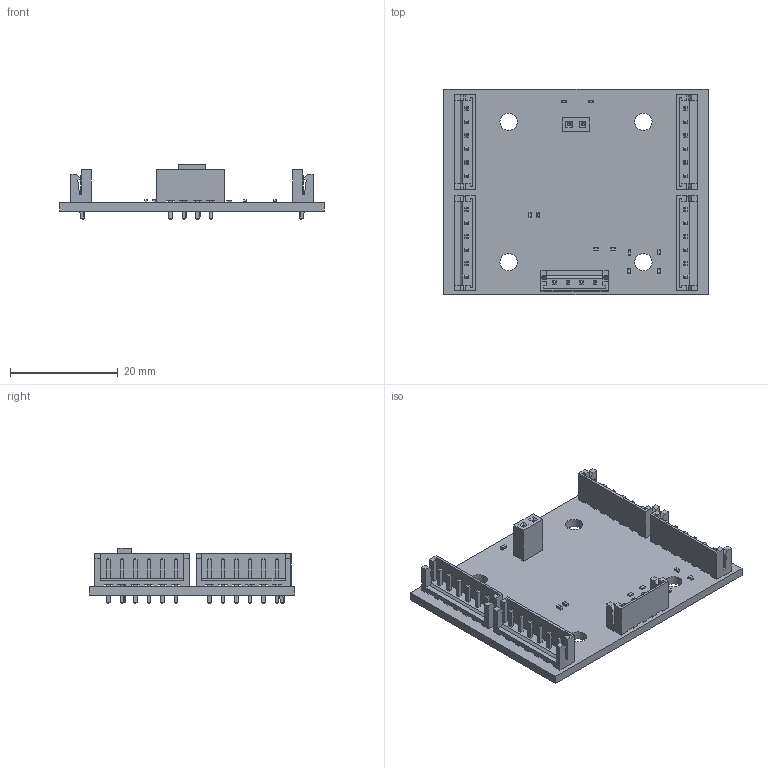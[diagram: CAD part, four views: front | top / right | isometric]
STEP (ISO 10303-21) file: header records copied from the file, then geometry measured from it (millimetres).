
FILE_DESCRIPTION(('KiCad electronic assembly'),'2;1');
FILE_NAME('Hub LF.step','2024-05-14T22:42:22',('Pcbnew'),('Kicad'), 'Open CASCADE STEP processor 7.7','KiCad to STEP converter','Unknown' );
FILE_SCHEMA(('AUTOMOTIVE_DESIGN { 1 0 10303 214 1 1 1 1 }'));
Length unit declared in the file: millimetre
Products named in the file (14): Hub LF 1; R_0402_1005Metric; JST_EH_B6B-EH-A_1x06_P2.50mm_Vertical; JST_B6B_EH_A; C_0402_1005Metric; JST_EH_B4B-EH-A_1x04_P2.50mm_Vertical; JST_B4B_EH_A; PinSocket_1x02_P2.54mm_Vertical; PinSocket_1x02_P254mm_Vertical; LED_0402_1005Metric; Hub LF_PCB
Assembly tree (23 placements, depth 3):
  Hub LF 1
    R_0402_1005Metric  x5
      R_0402_1005Metric
    JST_EH_B6B-EH-A_1x06_P2.50mm_Vertical  x4
      JST_B6B_EH_A
    C_0402_1005Metric  x3
      C_0402_1005Metric
    JST_EH_B4B-EH-A_1x04_P2.50mm_Vertical
      JST_B4B_EH_A
    PinSocket_1x02_P2.54mm_Vertical
      PinSocket_1x02_P254mm_Vertical
    LED_0402_1005Metric  x2
      LED_0402_1005Metric
    Hub LF_PCB
Bounding box: 49 x 38 x 10.2 mm (x, y, z)
Volume: 3715.4 mm3; surface area: 6859.6 mm2
Topology: 17 solids, 17 shells, 1232 faces, 3156 edges, 2028 vertices
Faces by surface type: plane 1106, cylinder 126
Full cylindrical faces by diameter (mm): 0.95 x28, 1 x2, 3.2 x4
Entity records: 19055 total; most frequent: CARTESIAN_POINT 2713, ORIENTED_EDGE 2646, DIRECTION 2519, EDGE_CURVE 1323, LINE 1199, VECTOR 1199, VERTEX_POINT 854, AXIS2_PLACEMENT_3D 660
